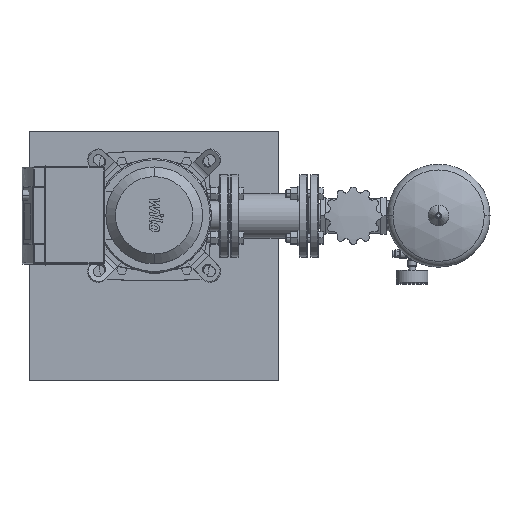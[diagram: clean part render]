
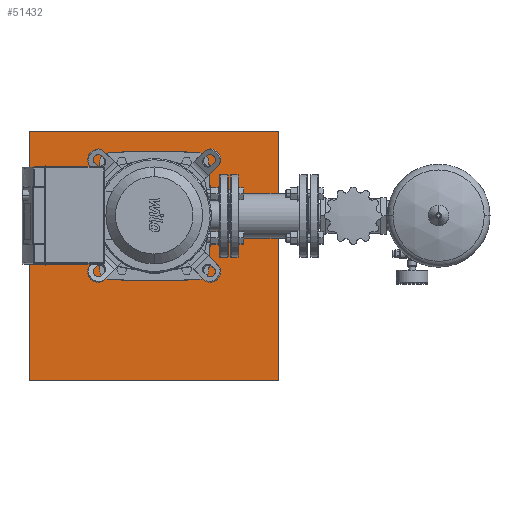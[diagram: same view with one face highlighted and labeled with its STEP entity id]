
A CAD part, top view. The second image highlights one B-rep face of the part: STEP entity #51432.
In plain terms, the highlighted planar face has unit normal (0, 0, 1).
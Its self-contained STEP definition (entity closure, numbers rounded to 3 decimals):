
#51393=CARTESIAN_POINT('',(-250.0,0.0,125.0));
#51394=DIRECTION('',(0.0,0.0,1.0));
#51395=DIRECTION('',(0.0,-1.0,0.0));
#51396=AXIS2_PLACEMENT_3D('',#51393,#51394,#51395);
#51397=PLANE('',#51396);
#51398=CARTESIAN_POINT('',(250.0,-250.0,125.));
#51399=VERTEX_POINT('',#51398);
#51400=CARTESIAN_POINT('',(250.0,250.0,125.));
#51401=VERTEX_POINT('',#51400);
#51402=CARTESIAN_POINT('',(250.0,-250.0,125.));
#51403=DIRECTION('',(0.0,1.0,0.0));
#51404=VECTOR('',#51403,500.0);
#51405=LINE('',#51402,#51404);
#51406=EDGE_CURVE('',#51399,#51401,#51405,.T.);
#51407=ORIENTED_EDGE('',*,*,#51406,.T.);
#51408=CARTESIAN_POINT('',(-250.0,250.0,125.));
#51409=VERTEX_POINT('',#51408);
#51410=CARTESIAN_POINT('',(-250.0,250.0,125.));
#51411=DIRECTION('',(1.0,0.0,0.0));
#51412=VECTOR('',#51411,500.0);
#51413=LINE('',#51410,#51412);
#51414=EDGE_CURVE('',#51409,#51401,#51413,.T.);
#51415=ORIENTED_EDGE('',*,*,#51414,.F.);
#51416=CARTESIAN_POINT('',(-250.0,-250.0,125.));
#51417=VERTEX_POINT('',#51416);
#51418=CARTESIAN_POINT('',(-250.0,250.0,125.));
#51419=DIRECTION('',(0.0,-1.0,0.0));
#51420=VECTOR('',#51419,500.0);
#51421=LINE('',#51418,#51420);
#51422=EDGE_CURVE('',#51409,#51417,#51421,.T.);
#51423=ORIENTED_EDGE('',*,*,#51422,.T.);
#51424=CARTESIAN_POINT('',(-250.0,-250.0,125.));
#51425=DIRECTION('',(1.0,0.0,0.0));
#51426=VECTOR('',#51425,500.0);
#51427=LINE('',#51424,#51426);
#51428=EDGE_CURVE('',#51417,#51399,#51427,.T.);
#51429=ORIENTED_EDGE('',*,*,#51428,.T.);
#51430=EDGE_LOOP('',(#51407,#51415,#51423,#51429));
#51431=FACE_OUTER_BOUND('',#51430,.T.);
#51432=ADVANCED_FACE('',(#51431),#51397,.T.);
